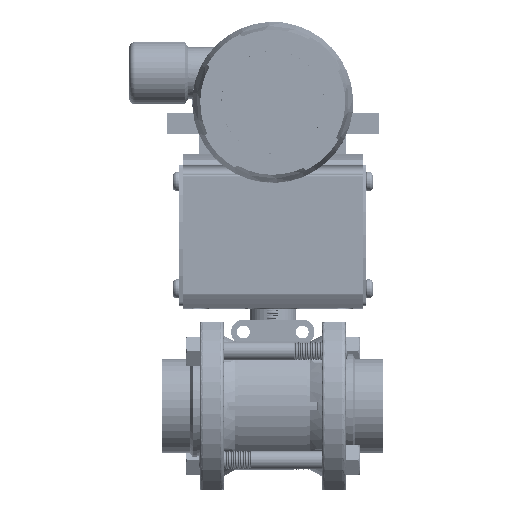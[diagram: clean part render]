
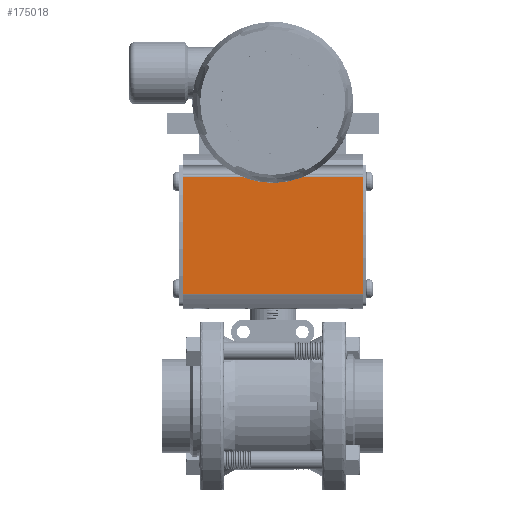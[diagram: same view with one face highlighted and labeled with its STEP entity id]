
A CAD part, top view. The second image highlights one B-rep face of the part: STEP entity #175018.
In plain terms, the highlighted planar face has unit normal (0, 0, 1).
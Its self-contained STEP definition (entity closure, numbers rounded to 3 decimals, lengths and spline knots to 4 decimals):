
#2315 = EDGE_LOOP ( 'NONE', ( #89760, #83605, #99232, #86305 ) ) ;
#5612 = EDGE_CURVE ( 'NONE', #164525, #18537, #32571, .T. ) ;
#14120 = LINE ( 'NONE', #163716, #167152 ) ;
#18537 = VERTEX_POINT ( 'NONE', #49553 ) ;
#19656 = VECTOR ( 'NONE', #68487, 39.3701 ) ;
#32571 = LINE ( 'NONE', #69336, #141496 ) ;
#39105 = DIRECTION ( 'NONE',  ( -1., 0., 0. ) ) ;
#49553 = CARTESIAN_POINT ( 'NONE',  ( -1.5109, 3.7931, 3.281 ) ) ;
#52491 = EDGE_CURVE ( 'NONE', #99059, #170659, #182053, .T. ) ;
#53517 = CARTESIAN_POINT ( 'NONE',  ( 1.5441, 3.8004, 3.281 ) ) ;
#59470 = DIRECTION ( 'NONE',  ( 0., 0., -1. ) ) ;
#62560 = EDGE_CURVE ( 'NONE', #164525, #170659, #14120, .T. ) ;
#68487 = DIRECTION ( 'NONE',  ( 0., -1., 0. ) ) ;
#69336 = CARTESIAN_POINT ( 'NONE',  ( -1.5109, 3.8004, 3.281 ) ) ;
#83605 = ORIENTED_EDGE ( 'NONE', *, *, #172012, .T. ) ;
#86305 = ORIENTED_EDGE ( 'NONE', *, *, #62560, .T. ) ;
#89760 = ORIENTED_EDGE ( 'NONE', *, *, #52491, .F. ) ;
#99059 = VERTEX_POINT ( 'NONE', #137330 ) ;
#99232 = ORIENTED_EDGE ( 'NONE', *, *, #5612, .F. ) ;
#103472 = CARTESIAN_POINT ( 'NONE',  ( -5.0238, 3.8004, 3.281 ) ) ;
#113017 = LINE ( 'NONE', #186926, #152471 ) ;
#118315 = PLANE ( 'NONE',  #143794 ) ;
#121985 = CARTESIAN_POINT ( 'NONE',  ( 1.5441, 1.7988, 3.281 ) ) ;
#137330 = CARTESIAN_POINT ( 'NONE',  ( 1.5441, 3.7931, 3.281 ) ) ;
#141496 = VECTOR ( 'NONE', #158055, 39.3701 ) ;
#143794 = AXIS2_PLACEMENT_3D ( 'NONE', #103472, #59470, #163133 ) ;
#150077 = DIRECTION ( 'NONE',  ( 1., 0., 0. ) ) ;
#152471 = VECTOR ( 'NONE', #39105, 39.3701 ) ;
#158055 = DIRECTION ( 'NONE',  ( 0., 1., 0. ) ) ;
#163133 = DIRECTION ( 'NONE',  ( 0., -1., 0. ) ) ;
#163716 = CARTESIAN_POINT ( 'NONE',  ( -5.0238, 1.7988, 3.281 ) ) ;
#164525 = VERTEX_POINT ( 'NONE', #190189 ) ;
#166122 = FACE_OUTER_BOUND ( 'NONE', #2315, .T. ) ;
#167152 = VECTOR ( 'NONE', #150077, 39.3701 ) ;
#170659 = VERTEX_POINT ( 'NONE', #121985 ) ;
#172012 = EDGE_CURVE ( 'NONE', #99059, #18537, #113017, .T. ) ;
#175018 = ADVANCED_FACE ( 'NONE', ( #166122 ), #118315, .F. ) ;
#182053 = LINE ( 'NONE', #53517, #19656 ) ;
#186926 = CARTESIAN_POINT ( 'NONE',  ( -5.0238, 3.7931, 3.281 ) ) ;
#190189 = CARTESIAN_POINT ( 'NONE',  ( -1.5109, 1.7988, 3.281 ) ) ;
